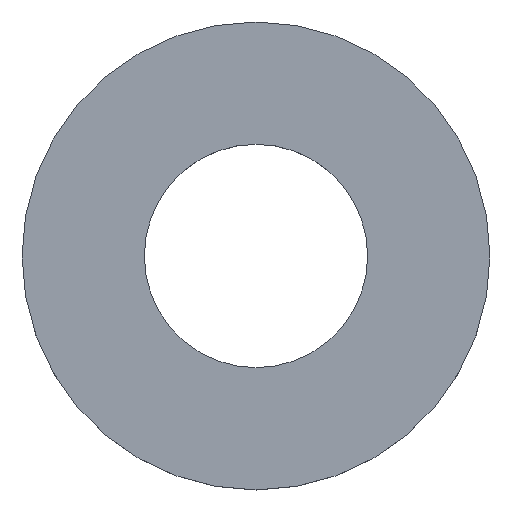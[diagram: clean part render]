
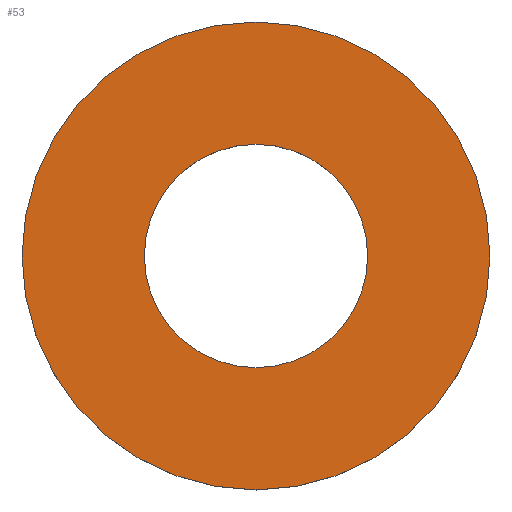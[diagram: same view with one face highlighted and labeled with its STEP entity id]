
A CAD part, top view. The second image highlights one B-rep face of the part: STEP entity #53.
In plain terms, the highlighted planar face has unit normal (0, 0, 1).
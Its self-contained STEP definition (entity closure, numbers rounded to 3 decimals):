
#4 = PLANE ( 'NONE',  #209 ) ;
#6 = VERTEX_POINT ( 'NONE', #72 ) ;
#8 = CARTESIAN_POINT ( 'NONE',  ( 0., 0., 2. ) ) ;
#14 = CARTESIAN_POINT ( 'NONE',  ( 11., 0., 2. ) ) ;
#19 = DIRECTION ( 'NONE',  ( 0., 0., -1. ) ) ;
#20 = CARTESIAN_POINT ( 'NONE',  ( 0., 0., 2. ) ) ;
#33 = EDGE_LOOP ( 'NONE', ( #49, #188 ) ) ;
#37 = CIRCLE ( 'NONE', #121, 11. ) ;
#38 = AXIS2_PLACEMENT_3D ( 'NONE', #8, #19, #78 ) ;
#43 = DIRECTION ( 'NONE',  ( 0., 1., 0. ) ) ;
#49 = ORIENTED_EDGE ( 'NONE', *, *, #156, .F. ) ;
#53 = ADVANCED_FACE ( 'NONE', ( #94, #97 ), #4, .T. ) ;
#55 = ORIENTED_EDGE ( 'NONE', *, *, #81, .T. ) ;
#67 = CIRCLE ( 'NONE', #220, 5.25 ) ;
#72 = CARTESIAN_POINT ( 'NONE',  ( 0., -11., 2. ) ) ;
#78 = DIRECTION ( 'NONE',  ( 0., 1., 0. ) ) ;
#79 = DIRECTION ( 'NONE',  ( 0., 0., -1. ) ) ;
#80 = DIRECTION ( 'NONE',  ( 0., 1., 0. ) ) ;
#81 = EDGE_CURVE ( 'NONE', #226, #158, #67, .T. ) ;
#89 = VERTEX_POINT ( 'NONE', #120 ) ;
#90 = CIRCLE ( 'NONE', #38, 11. ) ;
#94 = FACE_BOUND ( 'NONE', #211, .T. ) ;
#97 = FACE_OUTER_BOUND ( 'NONE', #33, .T. ) ;
#102 = DIRECTION ( 'NONE',  ( 0., -1., 0. ) ) ;
#105 = DIRECTION ( 'NONE',  ( 0., 0., -1. ) ) ;
#120 = CARTESIAN_POINT ( 'NONE',  ( 0., 11., 2. ) ) ;
#121 = AXIS2_PLACEMENT_3D ( 'NONE', #126, #79, #80 ) ;
#125 = CARTESIAN_POINT ( 'NONE',  ( 0., 0., 2. ) ) ;
#126 = CARTESIAN_POINT ( 'NONE',  ( 0., 0., 2. ) ) ;
#132 = AXIS2_PLACEMENT_3D ( 'NONE', #125, #105, #236 ) ;
#133 = EDGE_CURVE ( 'NONE', #6, #89, #90, .T. ) ;
#135 = ORIENTED_EDGE ( 'NONE', *, *, #173, .T. ) ;
#137 = CARTESIAN_POINT ( 'NONE',  ( 0., 5.25, 2. ) ) ;
#156 = EDGE_CURVE ( 'NONE', #89, #6, #37, .T. ) ;
#158 = VERTEX_POINT ( 'NONE', #165 ) ;
#165 = CARTESIAN_POINT ( 'NONE',  ( 0., -5.25, 2. ) ) ;
#173 = EDGE_CURVE ( 'NONE', #158, #226, #189, .T. ) ;
#188 = ORIENTED_EDGE ( 'NONE', *, *, #133, .F. ) ;
#189 = CIRCLE ( 'NONE', #132, 5.25 ) ;
#209 = AXIS2_PLACEMENT_3D ( 'NONE', #14, #210, #102 ) ;
#210 = DIRECTION ( 'NONE',  ( 0., 0., 1. ) ) ;
#211 = EDGE_LOOP ( 'NONE', ( #55, #135 ) ) ;
#214 = DIRECTION ( 'NONE',  ( 0., 0., -1. ) ) ;
#220 = AXIS2_PLACEMENT_3D ( 'NONE', #20, #214, #43 ) ;
#226 = VERTEX_POINT ( 'NONE', #137 ) ;
#236 = DIRECTION ( 'NONE',  ( 0., 1., 0. ) ) ;
